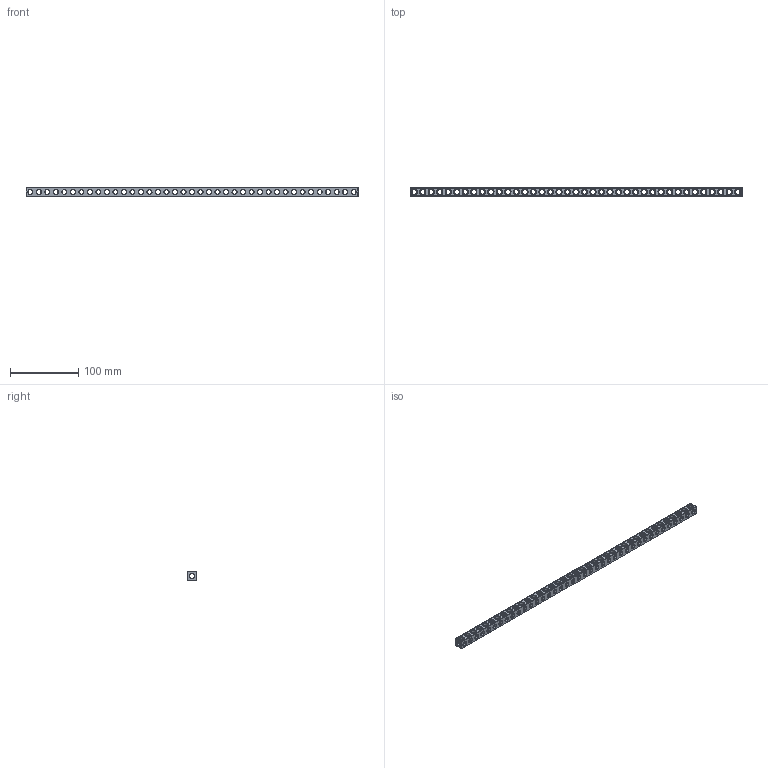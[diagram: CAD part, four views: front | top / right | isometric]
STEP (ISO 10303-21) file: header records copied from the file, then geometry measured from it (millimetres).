
FILE_DESCRIPTION(('FreeCAD Model'),'2;1');
FILE_NAME('Open CASCADE Shape Model','2021-05-30T21:54:23',( 'Paulo Kiefe'),('STEMFIE.org'),'Open CASCADE STEP processor 7.4', 'FreeCAD','Unknown');
FILE_SCHEMA(('AUTOMOTIVE_DESIGN { 1 0 10303 214 1 1 1 1 }'));
Products named in the file (1): Beam_STR_ESS_BU39x01x01_-_SPN-BEM-0076_(stemfie.org)
Bounding box: 487.5 x 12.5 x 12.5 mm (x, y, z)
Volume: 38072.1 mm3; surface area: 34025.9 mm2
Topology: 1 solids, 1 shells, 879 faces, 2878 edges, 1918 vertices
Faces by surface type: plane 372, cylinder 235, cone 158, extrusion 114
Full cylindrical faces by diameter (mm): 7 x196, 9.2 x39
Entity records: 83123 total; most frequent: CARTESIAN_POINT 29309, DIRECTION 9128, ORIENTED_EDGE 5756, PCURVE 5756, DEFINITIONAL_REPRESENTATION 5756, VECTOR 4974, LINE 4860, EDGE_CURVE 2878
